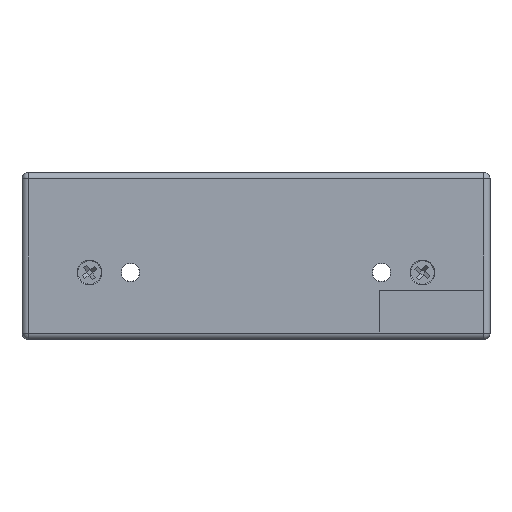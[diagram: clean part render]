
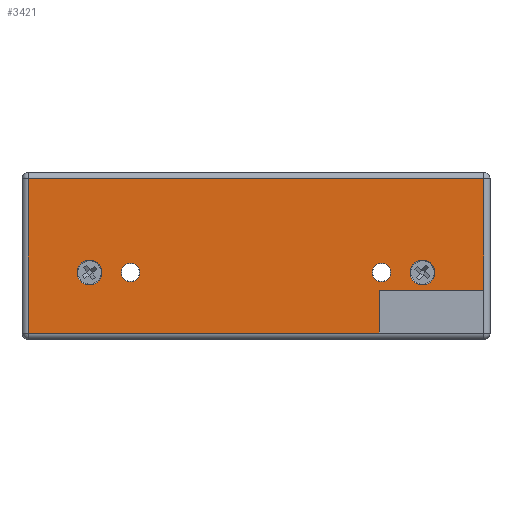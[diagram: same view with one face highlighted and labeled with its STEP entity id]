
A CAD part, front view. The second image highlights one B-rep face of the part: STEP entity #3421.
In plain terms, the highlighted planar face has unit normal (0, -1, 0).
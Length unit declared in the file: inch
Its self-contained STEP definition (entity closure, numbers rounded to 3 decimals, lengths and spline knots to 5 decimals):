
#54 = CIRCLE ( 'NONE', #16315, 0.086 ) ;
#153 = VERTEX_POINT ( 'NONE', #2779 ) ;
#250 = EDGE_LOOP ( 'NONE', ( #1180, #11962 ) ) ;
#359 = ORIENTED_EDGE ( 'NONE', *, *, #13453, .T. ) ;
#399 = VERTEX_POINT ( 'NONE', #5241 ) ;
#672 = EDGE_CURVE ( 'NONE', #153, #5153, #17887, .T. ) ;
#816 = AXIS2_PLACEMENT_3D ( 'NONE', #8909, #19850, #19131 ) ;
#828 = VECTOR ( 'NONE', #884, 39.37008 ) ;
#833 = DIRECTION ( 'NONE',  ( 0., 0., 1. ) ) ;
#884 = DIRECTION ( 'NONE',  ( 1., 0., 0. ) ) ;
#1068 = FACE_OUTER_BOUND ( 'NONE', #10746, .T. ) ;
#1180 = ORIENTED_EDGE ( 'NONE', *, *, #2708, .T. ) ;
#1252 = ORIENTED_EDGE ( 'NONE', *, *, #19356, .F. ) ;
#1405 = VERTEX_POINT ( 'NONE', #10397 ) ;
#1411 = EDGE_CURVE ( 'NONE', #5153, #7682, #4883, .T. ) ;
#1455 = VECTOR ( 'NONE', #833, 39.37008 ) ;
#1770 = CARTESIAN_POINT ( 'NONE',  ( -2.14, -0.544, 0.725 ) ) ;
#1801 = AXIS2_PLACEMENT_3D ( 'NONE', #4556, #15267, #6106 ) ;
#2029 = FACE_BOUND ( 'NONE', #16594, .T. ) ;
#2053 = VERTEX_POINT ( 'NONE', #18490 ) ;
#2186 = EDGE_CURVE ( 'NONE', #6534, #7290, #10819, .T. ) ;
#2564 = EDGE_CURVE ( 'NONE', #15147, #18337, #18126, .T. ) ;
#2708 = EDGE_CURVE ( 'NONE', #399, #6610, #6621, .T. ) ;
#2770 = CIRCLE ( 'NONE', #1801, 0.117 ) ;
#2779 = CARTESIAN_POINT ( 'NONE',  ( 1.159, -0.544, -0.324 ) ) ;
#3303 = CARTESIAN_POINT ( 'NONE',  ( 1.565, -0.544, -0.272 ) ) ;
#3319 = DIRECTION ( 'NONE',  ( 0., 1., 0. ) ) ;
#3336 = CARTESIAN_POINT ( 'NONE',  ( 1.159, -0.544, -0.724 ) ) ;
#3421 = ADVANCED_FACE ( 'NONE', ( #1068, #2029, #17351, #13271, #16846, #12779 ), #4110, .F. ) ;
#3718 = CARTESIAN_POINT ( 'NONE',  ( 2.139, -0.544, -0.324 ) ) ;
#4110 = PLANE ( 'NONE',  #19067 ) ;
#4228 = EDGE_CURVE ( 'NONE', #2053, #15147, #18768, .T. ) ;
#4488 = ORIENTED_EDGE ( 'NONE', *, *, #18824, .F. ) ;
#4517 = ORIENTED_EDGE ( 'NONE', *, *, #8052, .T. ) ;
#4556 = CARTESIAN_POINT ( 'NONE',  ( 1.565, -0.544, -0.155 ) ) ;
#4715 = CARTESIAN_POINT ( 'NONE',  ( -1.565, -0.544, -0.038 ) ) ;
#4870 = LINE ( 'NONE', #10109, #13016 ) ;
#4883 = LINE ( 'NONE', #8627, #828 ) ;
#4908 = CARTESIAN_POINT ( 'NONE',  ( 1.18, -0.544, -0.155 ) ) ;
#4998 = DIRECTION ( 'NONE',  ( 0., -1., 0. ) ) ;
#5153 = VERTEX_POINT ( 'NONE', #3336 ) ;
#5241 = CARTESIAN_POINT ( 'NONE',  ( -1.18, -0.544, -0.069 ) ) ;
#5691 = VECTOR ( 'NONE', #18396, 39.37008 ) ;
#6106 = DIRECTION ( 'NONE',  ( 0., 0., -1. ) ) ;
#6232 = ORIENTED_EDGE ( 'NONE', *, *, #4228, .T. ) ;
#6534 = VERTEX_POINT ( 'NONE', #13133 ) ;
#6544 = CIRCLE ( 'NONE', #10905, 0.117 ) ;
#6563 = CARTESIAN_POINT ( 'NONE',  ( -1.18, -0.544, -0.155 ) ) ;
#6610 = VERTEX_POINT ( 'NONE', #6862 ) ;
#6621 = CIRCLE ( 'NONE', #14029, 0.086 ) ;
#6641 = CARTESIAN_POINT ( 'NONE',  ( 2.14, -0.544, -0.725 ) ) ;
#6717 = CARTESIAN_POINT ( 'NONE',  ( 1.159, -0.544, -0.324 ) ) ;
#6833 = DIRECTION ( 'NONE',  ( -1., 0., 0. ) ) ;
#6862 = CARTESIAN_POINT ( 'NONE',  ( -1.18, -0.544, -0.241 ) ) ;
#7290 = VERTEX_POINT ( 'NONE', #12377 ) ;
#7545 = CARTESIAN_POINT ( 'NONE',  ( -2.14, -0.544, 0.725 ) ) ;
#7682 = VERTEX_POINT ( 'NONE', #19200 ) ;
#7706 = DIRECTION ( 'NONE',  ( 0., -1., 0. ) ) ;
#7917 = CARTESIAN_POINT ( 'NONE',  ( -1.565, -0.544, -0.272 ) ) ;
#8052 = EDGE_CURVE ( 'NONE', #18337, #16967, #10132, .T. ) ;
#8055 = VERTEX_POINT ( 'NONE', #7917 ) ;
#8086 = DIRECTION ( 'NONE',  ( 0., 0., 1. ) ) ;
#8102 = CIRCLE ( 'NONE', #13924, 0.086 ) ;
#8410 = CARTESIAN_POINT ( 'NONE',  ( -2.14, -0.544, -0.725 ) ) ;
#8547 = EDGE_CURVE ( 'NONE', #8055, #16274, #9378, .T. ) ;
#8627 = CARTESIAN_POINT ( 'NONE',  ( 1.159, -0.544, -0.724 ) ) ;
#8909 = CARTESIAN_POINT ( 'NONE',  ( -1.565, -0.544, -0.155 ) ) ;
#8995 = DIRECTION ( 'NONE',  ( 0., 0., -1. ) ) ;
#9220 = CIRCLE ( 'NONE', #13145, 0.117 ) ;
#9339 = CARTESIAN_POINT ( 'NONE',  ( -2.14, -0.544, -0.725 ) ) ;
#9378 = CIRCLE ( 'NONE', #816, 0.117 ) ;
#9594 = LINE ( 'NONE', #3718, #1455 ) ;
#9646 = VECTOR ( 'NONE', #8995, 39.37008 ) ;
#9685 = ORIENTED_EDGE ( 'NONE', *, *, #19056, .F. ) ;
#10109 = CARTESIAN_POINT ( 'NONE',  ( 1.159, -0.544, -0.324 ) ) ;
#10132 = LINE ( 'NONE', #8410, #9646 ) ;
#10234 = EDGE_CURVE ( 'NONE', #16274, #8055, #9220, .T. ) ;
#10397 = CARTESIAN_POINT ( 'NONE',  ( 2.139, -0.544, -0.324 ) ) ;
#10690 = AXIS2_PLACEMENT_3D ( 'NONE', #4908, #18510, #18840 ) ;
#10746 = EDGE_LOOP ( 'NONE', ( #4517, #19202, #6232, #15494 ) ) ;
#10819 = CIRCLE ( 'NONE', #10690, 0.086 ) ;
#10866 = DIRECTION ( 'NONE',  ( 0., 0., 1. ) ) ;
#10905 = AXIS2_PLACEMENT_3D ( 'NONE', #14163, #4998, #15695 ) ;
#11135 = EDGE_CURVE ( 'NONE', #16967, #2053, #11328, .T. ) ;
#11245 = ORIENTED_EDGE ( 'NONE', *, *, #8547, .F. ) ;
#11282 = EDGE_LOOP ( 'NONE', ( #11245, #18477 ) ) ;
#11328 = LINE ( 'NONE', #14844, #14936 ) ;
#11637 = DIRECTION ( 'NONE',  ( -1., 0., 0. ) ) ;
#11962 = ORIENTED_EDGE ( 'NONE', *, *, #15897, .T. ) ;
#12377 = CARTESIAN_POINT ( 'NONE',  ( 1.18, -0.544, -0.069 ) ) ;
#12475 = CARTESIAN_POINT ( 'NONE',  ( 1.18, -0.544, -0.155 ) ) ;
#12779 = FACE_BOUND ( 'NONE', #250, .T. ) ;
#13016 = VECTOR ( 'NONE', #11637, 39.37008 ) ;
#13087 = ORIENTED_EDGE ( 'NONE', *, *, #672, .F. ) ;
#13110 = CARTESIAN_POINT ( 'NONE',  ( 2.14, -0.544, 0.725 ) ) ;
#13133 = CARTESIAN_POINT ( 'NONE',  ( 1.18, -0.544, -0.241 ) ) ;
#13145 = AXIS2_PLACEMENT_3D ( 'NONE', #16849, #7706, #18411 ) ;
#13271 = FACE_BOUND ( 'NONE', #13813, .T. ) ;
#13453 = EDGE_CURVE ( 'NONE', #7290, #6534, #54, .T. ) ;
#13563 = VECTOR ( 'NONE', #6833, 39.37008 ) ;
#13813 = EDGE_LOOP ( 'NONE', ( #4488, #1252 ) ) ;
#13924 = AXIS2_PLACEMENT_3D ( 'NONE', #6563, #17261, #8086 ) ;
#13943 = DIRECTION ( 'NONE',  ( 0., 1., 0. ) ) ;
#14029 = AXIS2_PLACEMENT_3D ( 'NONE', #16556, #13943, #10866 ) ;
#14032 = DIRECTION ( 'NONE',  ( 0., 0., 1. ) ) ;
#14100 = VERTEX_POINT ( 'NONE', #3303 ) ;
#14122 = ORIENTED_EDGE ( 'NONE', *, *, #1411, .F. ) ;
#14163 = CARTESIAN_POINT ( 'NONE',  ( 1.565, -0.544, -0.155 ) ) ;
#14286 = EDGE_CURVE ( 'NONE', #7682, #1405, #9594, .T. ) ;
#14326 = ORIENTED_EDGE ( 'NONE', *, *, #14286, .F. ) ;
#14480 = DIRECTION ( 'NONE',  ( 0., 0., 1. ) ) ;
#14762 = EDGE_LOOP ( 'NONE', ( #359, #18129 ) ) ;
#14844 = CARTESIAN_POINT ( 'NONE',  ( 2.14, -0.544, -0.725 ) ) ;
#14936 = VECTOR ( 'NONE', #16352, 39.37008 ) ;
#15147 = VERTEX_POINT ( 'NONE', #13110 ) ;
#15267 = DIRECTION ( 'NONE',  ( 0., -1., 0. ) ) ;
#15494 = ORIENTED_EDGE ( 'NONE', *, *, #2564, .T. ) ;
#15695 = DIRECTION ( 'NONE',  ( 0., 0., -1. ) ) ;
#15897 = EDGE_CURVE ( 'NONE', #6610, #399, #8102, .T. ) ;
#16191 = DIRECTION ( 'NONE',  ( 0., 0., 1. ) ) ;
#16246 = DIRECTION ( 'NONE',  ( 0., 1., 0. ) ) ;
#16274 = VERTEX_POINT ( 'NONE', #4715 ) ;
#16315 = AXIS2_PLACEMENT_3D ( 'NONE', #12475, #3319, #14032 ) ;
#16352 = DIRECTION ( 'NONE',  ( 1., 0., 0. ) ) ;
#16556 = CARTESIAN_POINT ( 'NONE',  ( -1.18, -0.544, -0.155 ) ) ;
#16594 = EDGE_LOOP ( 'NONE', ( #14122, #13087, #9685, #14326 ) ) ;
#16846 = FACE_BOUND ( 'NONE', #14762, .T. ) ;
#16849 = CARTESIAN_POINT ( 'NONE',  ( -1.565, -0.544, -0.155 ) ) ;
#16967 = VERTEX_POINT ( 'NONE', #9339 ) ;
#17261 = DIRECTION ( 'NONE',  ( 0., 1., 0. ) ) ;
#17351 = FACE_BOUND ( 'NONE', #11282, .T. ) ;
#17753 = CARTESIAN_POINT ( 'NONE',  ( 2.14, -0.544, 0.725 ) ) ;
#17887 = LINE ( 'NONE', #6717, #5691 ) ;
#17967 = VERTEX_POINT ( 'NONE', #19463 ) ;
#18126 = LINE ( 'NONE', #7545, #13563 ) ;
#18129 = ORIENTED_EDGE ( 'NONE', *, *, #2186, .T. ) ;
#18277 = VECTOR ( 'NONE', #16191, 39.37008 ) ;
#18337 = VERTEX_POINT ( 'NONE', #1770 ) ;
#18396 = DIRECTION ( 'NONE',  ( 0., 0., -1. ) ) ;
#18411 = DIRECTION ( 'NONE',  ( 0., 0., -1. ) ) ;
#18477 = ORIENTED_EDGE ( 'NONE', *, *, #10234, .F. ) ;
#18490 = CARTESIAN_POINT ( 'NONE',  ( 2.14, -0.544, -0.725 ) ) ;
#18510 = DIRECTION ( 'NONE',  ( 0., 1., 0. ) ) ;
#18768 = LINE ( 'NONE', #17753, #18277 ) ;
#18824 = EDGE_CURVE ( 'NONE', #14100, #17967, #2770, .T. ) ;
#18840 = DIRECTION ( 'NONE',  ( 0., 0., 1. ) ) ;
#19056 = EDGE_CURVE ( 'NONE', #1405, #153, #4870, .T. ) ;
#19067 = AXIS2_PLACEMENT_3D ( 'NONE', #6641, #16246, #14480 ) ;
#19131 = DIRECTION ( 'NONE',  ( 0., 0., -1. ) ) ;
#19200 = CARTESIAN_POINT ( 'NONE',  ( 2.139, -0.544, -0.724 ) ) ;
#19202 = ORIENTED_EDGE ( 'NONE', *, *, #11135, .T. ) ;
#19356 = EDGE_CURVE ( 'NONE', #17967, #14100, #6544, .T. ) ;
#19463 = CARTESIAN_POINT ( 'NONE',  ( 1.565, -0.544, -0.038 ) ) ;
#19850 = DIRECTION ( 'NONE',  ( 0., -1., 0. ) ) ;
